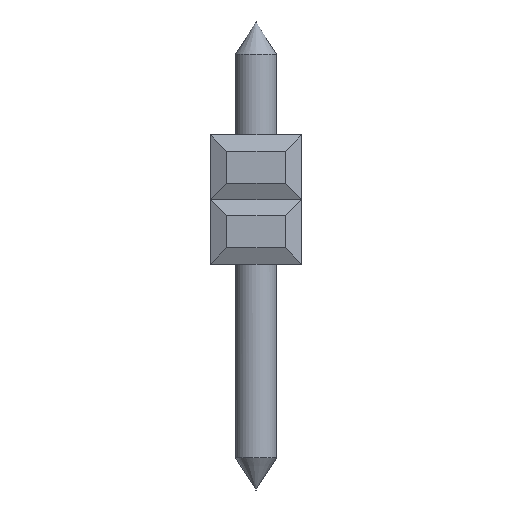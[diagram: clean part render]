
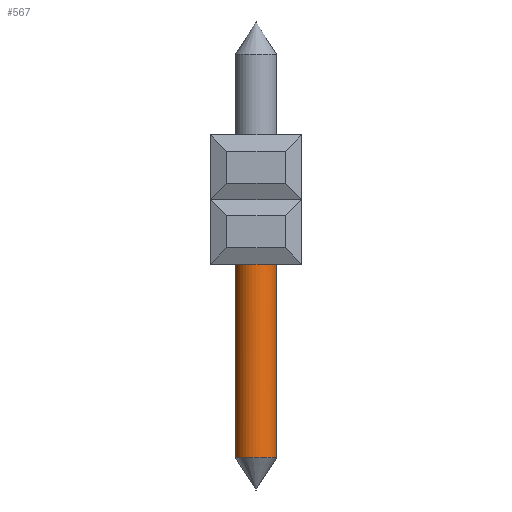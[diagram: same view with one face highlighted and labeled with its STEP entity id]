
A CAD part, left-side view. The second image highlights one B-rep face of the part: STEP entity #567.
In plain terms, the highlighted cylindrical face has radius 0.65 mm (diameter 1.3 mm), a full revolution.
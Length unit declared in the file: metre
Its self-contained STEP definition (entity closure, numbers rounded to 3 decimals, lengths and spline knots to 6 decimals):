
#567=ADVANCED_FACE('',(#1609,#1610),#1611,.T.);
#1609=FACE_OUTER_BOUND('',#3214,.T.);
#1610=FACE_OUTER_BOUND('',#3215,.T.);
#1611=CYLINDRICAL_SURFACE('',#3216,0.00065);
#3214=EDGE_LOOP('',(#4899));
#3215=EDGE_LOOP('',(#4900));
#3216=AXIS2_PLACEMENT_3D('',#4901,#4902,#4903);
#4899=ORIENTED_EDGE('',*,*,#8965,.F.);
#4900=ORIENTED_EDGE('',*,*,#8966,.F.);
#4901=CARTESIAN_POINT('',(-0.00435,-0.03326,0.0005));
#4902=DIRECTION('',(0.0,0.,-1.0));
#4903=DIRECTION('',(-1.0,0.0,0.0));
#8965=EDGE_CURVE('',#10622,#10622,#10623,.T.);
#8966=EDGE_CURVE('',#10624,#10624,#10625,.T.);
#10622=VERTEX_POINT('',#12899);
#10623=CIRCLE('',#12900,0.00065);
#10624=VERTEX_POINT('',#12901);
#10625=CIRCLE('',#12902,0.00065);
#12899=CARTESIAN_POINT('',(-0.00396,-0.03274,-0.01));
#12900=AXIS2_PLACEMENT_3D('',#16090,#16091,#16092);
#12901=CARTESIAN_POINT('',(-0.00435,-0.03391,-0.0038));
#12902=AXIS2_PLACEMENT_3D('',#16093,#16094,#16095);
#16090=CARTESIAN_POINT('',(-0.00435,-0.03326,-0.01));
#16091=DIRECTION('',(0.,0.,-1.0));
#16092=DIRECTION('',(0.6,0.8,0.));
#16093=CARTESIAN_POINT('',(-0.00435,-0.03326,-0.0038));
#16094=DIRECTION('',(0.0,0.,1.0));
#16095=DIRECTION('',(0.0,-1.0,0.));
